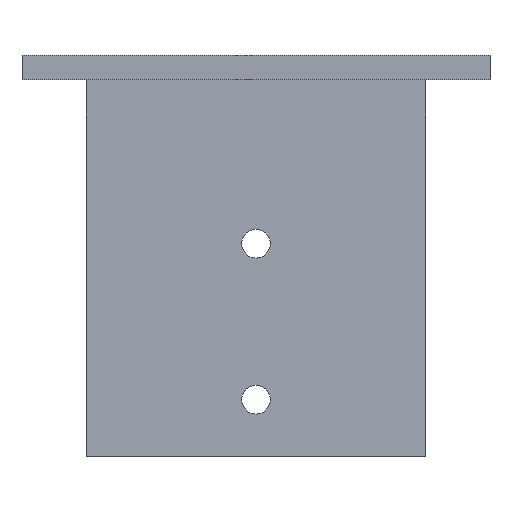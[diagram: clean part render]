
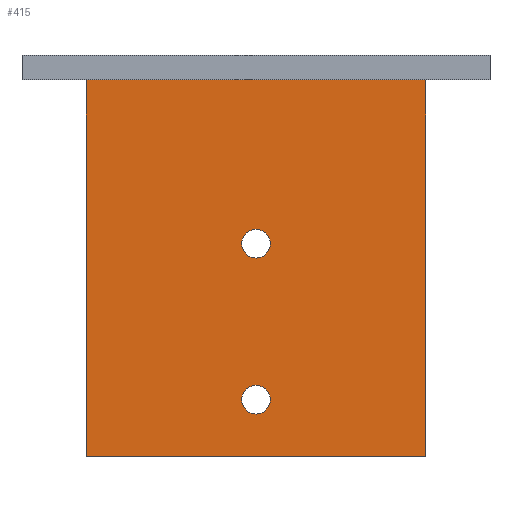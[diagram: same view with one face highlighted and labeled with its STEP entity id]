
A CAD part, left-side view. The second image highlights one B-rep face of the part: STEP entity #415.
In plain terms, the highlighted planar face has unit normal (-1, 0, 0).
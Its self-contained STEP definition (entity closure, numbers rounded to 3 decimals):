
#156 = VERTEX_POINT('',#157);
#157 = CARTESIAN_POINT('',(-10.2,20.75,0.));
#163 = EDGE_CURVE('',#156,#164,#166,.T.);
#164 = VERTEX_POINT('',#165);
#165 = CARTESIAN_POINT('',(-10.2,-20.75,0.));
#166 = LINE('',#167,#168);
#167 = CARTESIAN_POINT('',(-10.2,-10.375,0.));
#168 = VECTOR('',#169,1.);
#169 = DIRECTION('',(0.,-1.,0.));
#398 = VERTEX_POINT('',#399);
#399 = CARTESIAN_POINT('',(-10.2,-20.75,-46.));
#405 = EDGE_CURVE('',#164,#398,#406,.T.);
#406 = LINE('',#407,#408);
#407 = CARTESIAN_POINT('',(-10.2,-20.75,3.));
#408 = VECTOR('',#409,1.);
#409 = DIRECTION('',(-0.,-0.,-1.));
#415 = ADVANCED_FACE('',(#416,#434,#445),#456,.F.);
#416 = FACE_BOUND('',#417,.F.);
#417 = EDGE_LOOP('',(#418,#419,#420,#428));
#418 = ORIENTED_EDGE('',*,*,#163,.T.);
#419 = ORIENTED_EDGE('',*,*,#405,.T.);
#420 = ORIENTED_EDGE('',*,*,#421,.T.);
#421 = EDGE_CURVE('',#398,#422,#424,.T.);
#422 = VERTEX_POINT('',#423);
#423 = CARTESIAN_POINT('',(-10.2,20.75,-46.));
#424 = LINE('',#425,#426);
#425 = CARTESIAN_POINT('',(-10.2,-20.75,-46.));
#426 = VECTOR('',#427,1.);
#427 = DIRECTION('',(0.,1.,0.));
#428 = ORIENTED_EDGE('',*,*,#429,.F.);
#429 = EDGE_CURVE('',#156,#422,#430,.T.);
#430 = LINE('',#431,#432);
#431 = CARTESIAN_POINT('',(-10.2,20.75,3.));
#432 = VECTOR('',#433,1.);
#433 = DIRECTION('',(-0.,-0.,-1.));
#434 = FACE_BOUND('',#435,.F.);
#435 = EDGE_LOOP('',(#436));
#436 = ORIENTED_EDGE('',*,*,#437,.F.);
#437 = EDGE_CURVE('',#438,#438,#440,.T.);
#438 = VERTEX_POINT('',#439);
#439 = CARTESIAN_POINT('',(-10.2,1.75,-39.05));
#440 = CIRCLE('',#441,1.75);
#441 = AXIS2_PLACEMENT_3D('',#442,#443,#444);
#442 = CARTESIAN_POINT('',(-10.2,0.,-39.05));
#443 = DIRECTION('',(1.,0.,0.));
#444 = DIRECTION('',(0.,1.,0.));
#445 = FACE_BOUND('',#446,.F.);
#446 = EDGE_LOOP('',(#447));
#447 = ORIENTED_EDGE('',*,*,#448,.F.);
#448 = EDGE_CURVE('',#449,#449,#451,.T.);
#449 = VERTEX_POINT('',#450);
#450 = CARTESIAN_POINT('',(-10.2,1.75,-20.));
#451 = CIRCLE('',#452,1.75);
#452 = AXIS2_PLACEMENT_3D('',#453,#454,#455);
#453 = CARTESIAN_POINT('',(-10.2,0.,-20.));
#454 = DIRECTION('',(1.,0.,0.));
#455 = DIRECTION('',(0.,1.,0.));
#456 = PLANE('',#457);
#457 = AXIS2_PLACEMENT_3D('',#458,#459,#460);
#458 = CARTESIAN_POINT('',(-10.2,-20.75,3.));
#459 = DIRECTION('',(1.,0.,0.));
#460 = DIRECTION('',(0.,1.,0.));
